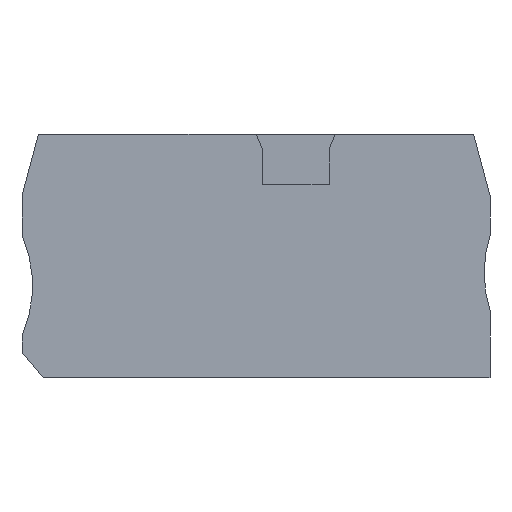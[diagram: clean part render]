
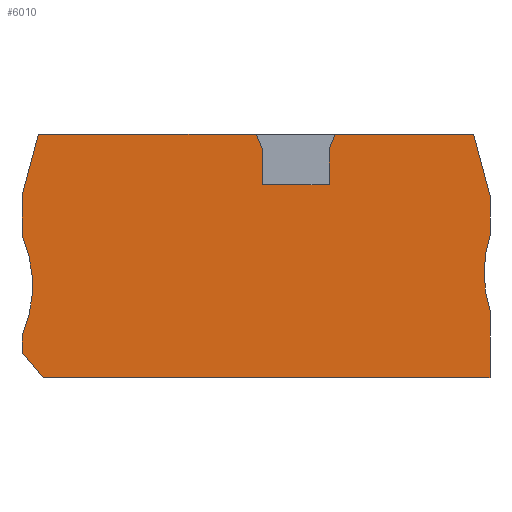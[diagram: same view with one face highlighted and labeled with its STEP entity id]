
A CAD part, left-side view. The second image highlights one B-rep face of the part: STEP entity #6010.
In plain terms, the highlighted face is planar.
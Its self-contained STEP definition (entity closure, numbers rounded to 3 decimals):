
#100=CARTESIAN_POINT('',(11.63,-21.2,
0.));
#110=VERTEX_POINT('',#100);
#160=CARTESIAN_POINT('',(11.63,-33.886,
0.));
#170=DIRECTION('',(0.,-1.,0.));
#180=VECTOR('',#170,1.);
#190=LINE('',#160,#180);
#200=CARTESIAN_POINT('',(11.63,-16.466,
0.));
#210=VERTEX_POINT('',#200);
#220=EDGE_CURVE('',#210,#110,#190,.T.);
#1040=CARTESIAN_POINT('',(39.548,-9.15,
0.));
#1050=VERTEX_POINT('',#1040);
#1220=CARTESIAN_POINT('',(38.83,-10.85,
0.));
#1230=VERTEX_POINT('',#1220);
#1260=CARTESIAN_POINT('',(29.094,-33.886,
0.));
#1270=DIRECTION('',(-0.389,-0.921,0.));
#1280=VECTOR('',#1270,1.);
#1290=LINE('',#1260,#1280);
#1300=EDGE_CURVE('',#1050,#1230,#1290,.T.);
#1470=CARTESIAN_POINT('',(47.92,-15.15,
0.));
#1480=DIRECTION('',(-1.,0.,0.));
#1490=VECTOR('',#1480,1.);
#1500=LINE('',#1470,#1490);
#1510=CARTESIAN_POINT('',(38.83,-15.15,
0.));
#1520=VERTEX_POINT('',#1510);
#1530=CARTESIAN_POINT('',(30.83,-15.15,
0.));
#1540=VERTEX_POINT('',#1530);
#1550=EDGE_CURVE('',#1520,#1540,#1500,.T.);
#2080=CARTESIAN_POINT('',(65.569,-9.15,
0.));
#2090=VERTEX_POINT('',#2080);
#2120=CARTESIAN_POINT('',(72.198,-33.886,
0.));
#2130=DIRECTION('',(-0.259,0.966,0.));
#2140=VECTOR('',#2130,1.);
#2150=LINE('',#2120,#2140);
#2160=CARTESIAN_POINT('',(67.53,-16.466,
0.));
#2170=VERTEX_POINT('',#2160);
#2180=EDGE_CURVE('',#2170,#2090,#2150,.T.);
#2410=CARTESIAN_POINT('',(38.83,-33.886,
0.));
#2420=DIRECTION('',(0.,-1.,0.));
#2430=VECTOR('',#2420,1.);
#2440=LINE('',#2410,#2430);
#2450=EDGE_CURVE('',#1230,#1520,#2440,.T.);
#2740=CARTESIAN_POINT('',(11.63,-30.2,
0.));
#2750=VERTEX_POINT('',#2740);
#2800=CARTESIAN_POINT('',(-2.679,-25.7,
0.));
#2810=DIRECTION('',(0.,0.,1.));
#2820=DIRECTION('',(1.,0.,0.));
#2830=AXIS2_PLACEMENT_3D('',#2800,#2810,#2820);
#2840=CIRCLE('',#2830,15.);
#2850=EDGE_CURVE('',#2750,#110,#2840,.T.);
#3140=CARTESIAN_POINT('',(67.53,-35.2,
0.));
#3150=VERTEX_POINT('',#3140);
#3200=CARTESIAN_POINT('',(68.64,-33.886,
0.));
#3210=DIRECTION('',(-0.645,-0.764,0.));
#3220=VECTOR('',#3210,1.);
#3230=LINE('',#3200,#3220);
#3240=CARTESIAN_POINT('',(64.996,-38.2,
0.));
#3250=VERTEX_POINT('',#3240);
#3260=EDGE_CURVE('',#3150,#3250,#3230,.T.);
#3660=CARTESIAN_POINT('',(6.962,-33.886,
0.));
#3670=DIRECTION('',(-0.259,-0.966,0.));
#3680=VECTOR('',#3670,1.);
#3690=LINE('',#3660,#3680);
#3700=CARTESIAN_POINT('',(13.59,-9.15,
0.));
#3710=VERTEX_POINT('',#3700);
#3720=EDGE_CURVE('',#3710,#210,#3690,.T.);
#4010=CARTESIAN_POINT('',(30.83,-10.85,
0.));
#4020=VERTEX_POINT('',#4010);
#4170=CARTESIAN_POINT('',(30.111,-9.15,
0.));
#4180=VERTEX_POINT('',#4170);
#4210=CARTESIAN_POINT('',(40.566,-33.886,
0.));
#4220=DIRECTION('',(-0.389,0.921,0.));
#4230=VECTOR('',#4220,1.);
#4240=LINE('',#4210,#4230);
#4250=EDGE_CURVE('',#4020,#4180,#4240,.T.);
#4880=CARTESIAN_POINT('',(30.83,-33.886,
0.));
#4890=DIRECTION('',(0.,1.,0.));
#4900=VECTOR('',#4890,1.);
#4910=LINE('',#4880,#4900);
#4920=EDGE_CURVE('',#1540,#4020,#4910,.T.);
#5150=CARTESIAN_POINT('',(67.53,-21.2,
0.));
#5160=VERTEX_POINT('',#5150);
#5260=CARTESIAN_POINT('',(67.53,-33.886,
0.));
#5270=DIRECTION('',(0.,1.,0.));
#5280=VECTOR('',#5270,1.);
#5290=LINE('',#5260,#5280);
#5300=EDGE_CURVE('',#5160,#2170,#5290,.T.);
#5420=CARTESIAN_POINT('',(12.751,-34.66,
0.));
#5430=DIRECTION('',(0.,0.,-1.));
#5440=DIRECTION('',(-1.,0.,0.));
#5450=AXIS2_PLACEMENT_3D('',#5420,#5430,#5440);
#5460=PLANE('',#5450);
#5470=CARTESIAN_POINT('',(47.92,-38.2,
0.));
#5480=DIRECTION('',(1.,0.,0.));
#5490=VECTOR('',#5480,1.);
#5500=LINE('',#5470,#5490);
#5510=CARTESIAN_POINT('',(11.63,-38.2,
0.));
#5520=VERTEX_POINT('',#5510);
#5530=EDGE_CURVE('',#5520,#3250,#5500,.T.);
#5540=ORIENTED_EDGE('',*,*,#5530,.F.);
#5550=ORIENTED_EDGE('',*,*,#3260,.T.);
#5560=CARTESIAN_POINT('',(67.53,-33.886,
0.));
#5570=DIRECTION('',(0.,-1.,0.));
#5580=VECTOR('',#5570,1.);
#5590=LINE('',#5560,#5580);
#5600=CARTESIAN_POINT('',(67.53,-33.2,
0.));
#5610=VERTEX_POINT('',#5600);
#5620=EDGE_CURVE('',#5610,#3150,#5590,.T.);
#5630=ORIENTED_EDGE('',*,*,#5620,.T.);
#5640=CARTESIAN_POINT('',(81.277,-27.2,
0.));
#5650=DIRECTION('',(0.,0.,1.));
#5660=DIRECTION('',(1.,0.,0.));
#5670=AXIS2_PLACEMENT_3D('',#5640,#5650,#5660);
#5680=CIRCLE('',#5670,15.);
#5690=EDGE_CURVE('',#5160,#5610,#5680,.T.);
#5700=ORIENTED_EDGE('',*,*,#5690,.T.);
#5710=ORIENTED_EDGE('',*,*,#5300,.F.);
#5720=ORIENTED_EDGE('',*,*,#2180,.F.);
#5730=CARTESIAN_POINT('',(47.92,-9.15,
0.));
#5740=DIRECTION('',(-1.,0.,0.));
#5750=VECTOR('',#5740,1.);
#5760=LINE('',#5730,#5750);
#5770=EDGE_CURVE('',#2090,#1050,#5760,.T.);
#5780=ORIENTED_EDGE('',*,*,#5770,.F.);
#5790=ORIENTED_EDGE('',*,*,#1300,.F.);
#5800=ORIENTED_EDGE('',*,*,#2450,.F.);
#5810=ORIENTED_EDGE('',*,*,#1550,.F.);
#5820=ORIENTED_EDGE('',*,*,#4920,.F.);
#5830=ORIENTED_EDGE('',*,*,#4250,.F.);
#5840=CARTESIAN_POINT('',(47.92,-9.15,
0.));
#5850=DIRECTION('',(-1.,0.,0.));
#5860=VECTOR('',#5850,1.);
#5870=LINE('',#5840,#5860);
#5880=EDGE_CURVE('',#4180,#3710,#5870,.T.);
#5890=ORIENTED_EDGE('',*,*,#5880,.F.);
#5900=ORIENTED_EDGE('',*,*,#3720,.F.);
#5910=ORIENTED_EDGE('',*,*,#220,.F.);
#5920=ORIENTED_EDGE('',*,*,#2850,.T.);
#5930=CARTESIAN_POINT('',(11.63,-33.886,
0.));
#5940=DIRECTION('',(0.,-1.,0.));
#5950=VECTOR('',#5940,1.);
#5960=LINE('',#5930,#5950);
#5970=EDGE_CURVE('',#2750,#5520,#5960,.T.);
#5980=ORIENTED_EDGE('',*,*,#5970,.F.);
#5990=EDGE_LOOP('',(#5980,#5920,#5910,#5900,#5890,#5830,#5820,#5810,
#5800,#5790,#5780,#5720,#5710,#5700,#5630,#5550,#5540));
#6000=FACE_OUTER_BOUND('',#5990,.T.);
#6010=ADVANCED_FACE('',(#6000),#5460,.T.);
